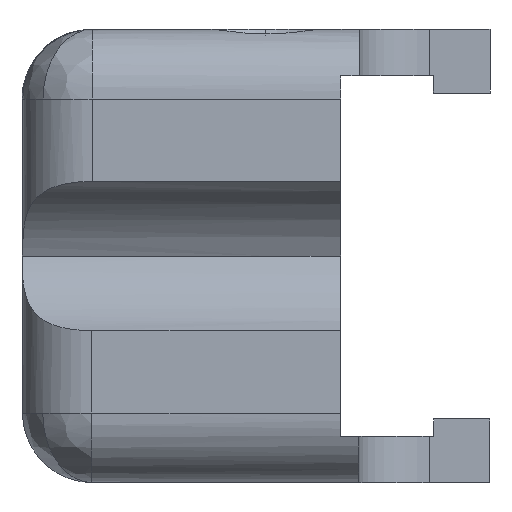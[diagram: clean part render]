
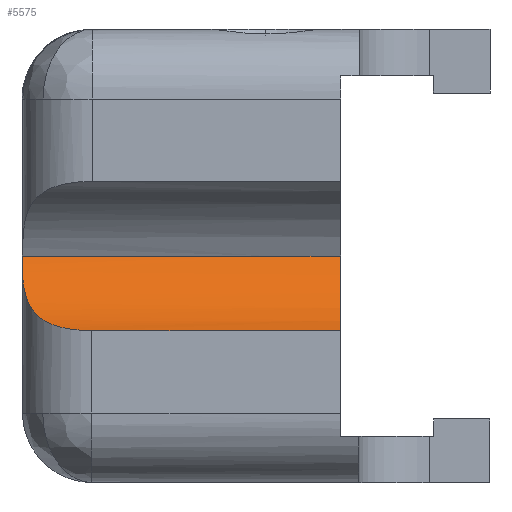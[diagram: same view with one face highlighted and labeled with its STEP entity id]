
A CAD part, left-side view. The second image highlights one B-rep face of the part: STEP entity #5575.
In plain terms, the highlighted cylindrical face has radius 4.763 mm (diameter 9.525 mm), a partial arc.
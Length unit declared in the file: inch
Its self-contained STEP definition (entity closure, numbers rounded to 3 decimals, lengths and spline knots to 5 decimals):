
#5254 = VERTEX_POINT ( 'NONE', #16077 ) ;
#5411 = VERTEX_POINT ( 'NONE', #16394 ) ;
#5479 = VERTEX_POINT ( 'NONE', #16501 ) ;
#5483 = EDGE_CURVE ( 'NONE', #5479, #5254, #16506, .T. ) ;
#5519 = EDGE_CURVE ( 'NONE', #5411, #5520, #16583, .T. ) ;
#5520 = VERTEX_POINT ( 'NONE', #16582 ) ;
#5533 = EDGE_CURVE ( 'NONE', #5534, #5411, #16576, .T. ) ;
#5534 = VERTEX_POINT ( 'NONE', #16577 ) ;
#5571 = EDGE_CURVE ( 'NONE', #5572, #5534, #16221, .T. ) ;
#5572 = VERTEX_POINT ( 'NONE', #16680 ) ;
#5575 = ADVANCED_FACE ( 'NONE', ( #16675 ), #16674, .F. ) ;
#5576 = EDGE_LOOP ( 'NONE', ( #5577, #5579, #5789, #5630, #5631, #5632 ) ) ;
#5577 = ORIENTED_EDGE ( 'NONE', *, *, #5578, .F. ) ;
#5578 = EDGE_CURVE ( 'NONE', #5572, #5479, #16669, .T. ) ;
#5579 = ORIENTED_EDGE ( 'NONE', *, *, #5571, .T. ) ;
#5584 = EDGE_CURVE ( 'NONE', #5520, #5254, #16666, .T. ) ;
#5630 = ORIENTED_EDGE ( 'NONE', *, *, #5519, .T. ) ;
#5631 = ORIENTED_EDGE ( 'NONE', *, *, #5584, .T. ) ;
#5632 = ORIENTED_EDGE ( 'NONE', *, *, #5483, .F. ) ;
#5789 = ORIENTED_EDGE ( 'NONE', *, *, #5533, .T. ) ;
#16077 = CARTESIAN_POINT ( 'NONE',  ( 0.09808, -0.00028, 0. ) ) ;
#16218 = DIRECTION ( 'NONE',  ( 0., -1., 0. ) ) ;
#16219 = VECTOR ( 'NONE', #16218, 39.37008 ) ;
#16220 = CARTESIAN_POINT ( 'NONE',  ( 0., -0.2123, -0.09985 ) ) ;
#16221 = LINE ( 'NONE', #16220, #16219 ) ;
#16394 = CARTESIAN_POINT ( 'NONE',  ( 0.09815, -0.425, 0. ) ) ;
#16501 = CARTESIAN_POINT ( 'NONE',  ( 0.093, 0., -0.01126 ) ) ;
#16504 = CARTESIAN_POINT ( 'NONE',  ( 0.093, 0., -0.01126 ) ) ;
#16506 = B_SPLINE_CURVE_WITH_KNOTS ( 'NONE', 3,
 ( #16504, #16534, #16533, #16532 ),
 .UNSPECIFIED., .F., .F.,
 ( 4, 4 ),
 ( 0., 1. ),
 .UNSPECIFIED. ) ;
#16532 = CARTESIAN_POINT ( 'NONE',  ( 0.09808, -0.00028, 0. ) ) ;
#16533 = CARTESIAN_POINT ( 'NONE',  ( 0.09654, 0., -0.00381 ) ) ;
#16534 = CARTESIAN_POINT ( 'NONE',  ( 0.09483, 0., -0.00756 ) ) ;
#16573 = DIRECTION ( 'NONE',  ( 0., 0., 1. ) ) ;
#16574 = DIRECTION ( 'NONE',  ( 0., -1., 0. ) ) ;
#16575 = AXIS2_PLACEMENT_3D ( 'NONE', #16584, #16574, #16573 ) ;
#16576 = CIRCLE ( 'NONE', #16575, 0.1875 ) ;
#16577 = CARTESIAN_POINT ( 'NONE',  ( 0., -0.425, -0.09985 ) ) ;
#16578 = CARTESIAN_POINT ( 'NONE',  ( 0.09812, -0.32553, 0. ) ) ;
#16579 = CARTESIAN_POINT ( 'NONE',  ( 0.09812, -0.35868, 0. ) ) ;
#16580 = CARTESIAN_POINT ( 'NONE',  ( 0.09812, -0.39184, 0. ) ) ;
#16581 = CARTESIAN_POINT ( 'NONE',  ( 0.09815, -0.425, 0. ) ) ;
#16582 = CARTESIAN_POINT ( 'NONE',  ( 0.09812, -0.32553, 0. ) ) ;
#16583 = B_SPLINE_CURVE_WITH_KNOTS ( 'NONE', 3,
 ( #16581, #16580, #16579, #16578 ),
 .UNSPECIFIED., .F., .F.,
 ( 4, 4 ),
 ( 0., 1. ),
 .UNSPECIFIED. ) ;
#16584 = CARTESIAN_POINT ( 'NONE',  ( -0.075, -0.425, 0.072 ) ) ;
#16651 = CARTESIAN_POINT ( 'NONE',  ( 0.07313, -0.00201, -0.04319 ) ) ;
#16652 = CARTESIAN_POINT ( 'NONE',  ( 0.06355, -0.00465, -0.05455 ) ) ;
#16653 = CARTESIAN_POINT ( 'NONE',  ( 0.05851, -0.00644, -0.05984 ) ) ;
#16654 = CARTESIAN_POINT ( 'NONE',  ( 0.04809, -0.01136, -0.06962 ) ) ;
#16655 = CARTESIAN_POINT ( 'NONE',  ( 0.04275, -0.01448, -0.07405 ) ) ;
#16656 = CARTESIAN_POINT ( 'NONE',  ( 0.03245, -0.02212, -0.08179 ) ) ;
#16657 = CARTESIAN_POINT ( 'NONE',  ( 0.02738, -0.02673, -0.08518 ) ) ;
#16658 = CARTESIAN_POINT ( 'NONE',  ( 0.01816, -0.03735, -0.09081 ) ) ;
#16659 = CARTESIAN_POINT ( 'NONE',  ( 0.014, -0.04339, -0.09308 ) ) ;
#16660 = CARTESIAN_POINT ( 'NONE',  ( 0.00722, -0.05633, -0.09655 ) ) ;
#16661 = CARTESIAN_POINT ( 'NONE',  ( 0.00452, -0.06339, -0.09781 ) ) ;
#16662 = CARTESIAN_POINT ( 'NONE',  ( 0.00092, -0.07794, -0.09945 ) ) ;
#16663 = CARTESIAN_POINT ( 'NONE',  ( 0., -0.08539, -0.09985 ) ) ;
#16666 = B_SPLINE_CURVE_WITH_KNOTS ( 'NONE', 3,
 ( #16696, #16695, #16694, #16693 ),
 .UNSPECIFIED., .F., .F.,
 ( 4, 4 ),
 ( 0., 0.00826 ),
 .UNSPECIFIED. ) ;
#16668 = CARTESIAN_POINT ( 'NONE',  ( 0., -0.093, -0.09985 ) ) ;
#16669 = B_SPLINE_CURVE_WITH_KNOTS ( 'NONE', 3,
 ( #16668, #16663, #16662, #16661, #16660, #16659, #16658, #16657, #16656, #16655, #16654, #16653, #16652, #16651, #16700, #16699, #16698, #16697 ),
 .UNSPECIFIED., .F., .F.,
 ( 4, 2, 2, 2, 2, 2, 2, 2, 4 ),
 ( 0., 0.00057, 0.00114, 0.00172, 0.00229, 0.00286, 0.00343, 0.004, 0.00458 ),
 .UNSPECIFIED. ) ;
#16670 = DIRECTION ( 'NONE',  ( 0., 0., 1. ) ) ;
#16671 = DIRECTION ( 'NONE',  ( 0., 1., 0. ) ) ;
#16672 = CARTESIAN_POINT ( 'NONE',  ( -0.075, -0.425, 0.072 ) ) ;
#16673 = AXIS2_PLACEMENT_3D ( 'NONE', #16672, #16671, #16670 ) ;
#16674 = CYLINDRICAL_SURFACE ( 'NONE', #16673, 0.1875 ) ;
#16675 = FACE_OUTER_BOUND ( 'NONE', #5576, .T. ) ;
#16680 = CARTESIAN_POINT ( 'NONE',  ( 0., -0.093, -0.09985 ) ) ;
#16693 = CARTESIAN_POINT ( 'NONE',  ( 0.09808, -0.00028, 0. ) ) ;
#16694 = CARTESIAN_POINT ( 'NONE',  ( 0.09807, -0.1087, -0.00013 ) ) ;
#16695 = CARTESIAN_POINT ( 'NONE',  ( 0.0981, -0.21711, -0.00007 ) ) ;
#16696 = CARTESIAN_POINT ( 'NONE',  ( 0.09812, -0.32553, 0. ) ) ;
#16697 = CARTESIAN_POINT ( 'NONE',  ( 0.093, 0., -0.01126 ) ) ;
#16698 = CARTESIAN_POINT ( 'NONE',  ( 0.08964, 0., -0.01805 ) ) ;
#16699 = CARTESIAN_POINT ( 'NONE',  ( 0.08589, -0.00018, -0.02458 ) ) ;
#16700 = CARTESIAN_POINT ( 'NONE',  ( 0.07765, -0.00118, -0.03713 ) ) ;
